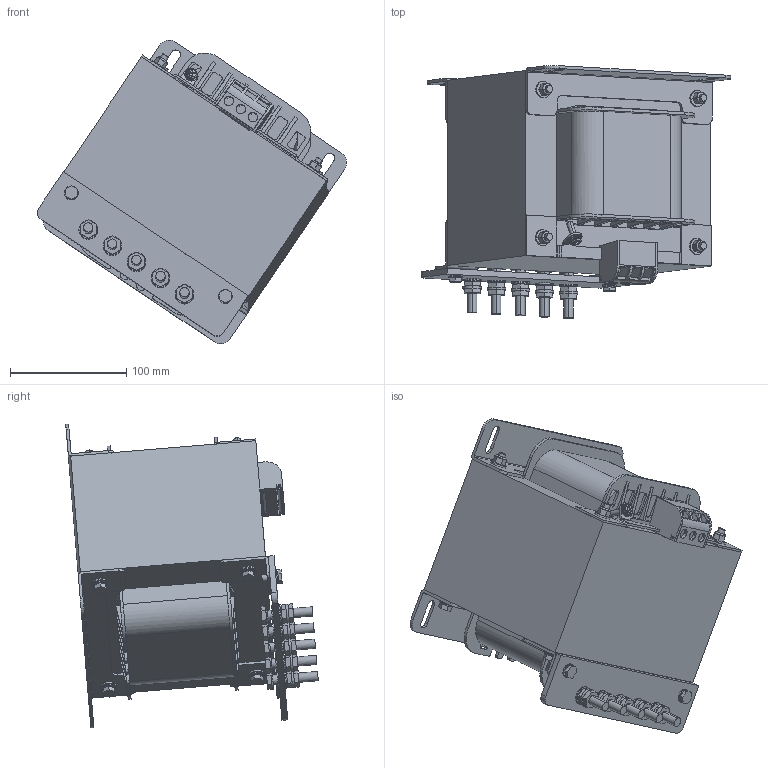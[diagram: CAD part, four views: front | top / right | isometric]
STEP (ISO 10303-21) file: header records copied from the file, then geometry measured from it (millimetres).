
FILE_DESCRIPTION((''),'2;1');
FILE_NAME('ASM0001_ASM','2023-03-03T',('Administrator'),(''),'PRO/ENGINEER BY PARAMETRIC TECHNOLOGY CORPORATION, 2008380','PRO/ENGINEER BY PARAMETRIC TECHNOLOGY CORPORATION, 2008380','');
FILE_SCHEMA(('CONFIG_CONTROL_DESIGN'));
Length unit declared in the file: millimetre
Products named in the file (17): PRT0068; PRT0067; PRT0069; PRT0070; PRT0072; PRT0073; PRT0074; PRT0076; PRT0077; PRT0071; PRT0075; SANJIE; SANJIEGAI; PRT0078; PRT0079; PRT0080; ASM0001_ASM
Assembly tree (40 placements, depth 2):
  ASM0001_ASM
    PRT0068
    PRT0067
    PRT0069  x2
    PRT0070
    PRT0072  x8
    PRT0073  x4
    PRT0074  x4
    PRT0076  x2
    PRT0077
    PRT0071
    PRT0075
    SANJIE
    SANJIEGAI
    PRT0078  x2
    PRT0079  x5
    PRT0080  x5
Bounding box: 266.29 x 217.53 x 261.71 mm (x, y, z)
Volume: 4233231.5 mm3; surface area: 486389 mm2
Topology: 40 solids, 40 shells, 1557 faces, 3822 edges, 2412 vertices
Faces by surface type: plane 963, cylinder 514, bspline 28, torus 28, sphere 24
Entity records: 29890 total; most frequent: CARTESIAN_POINT 5862, DIRECTION 5026, ORIENTED_EDGE 4858, EDGE_CURVE 2429, VECTOR 1742, LINE 1742, AXIS2_PLACEMENT_3D 1642, VERTEX_POINT 1570
